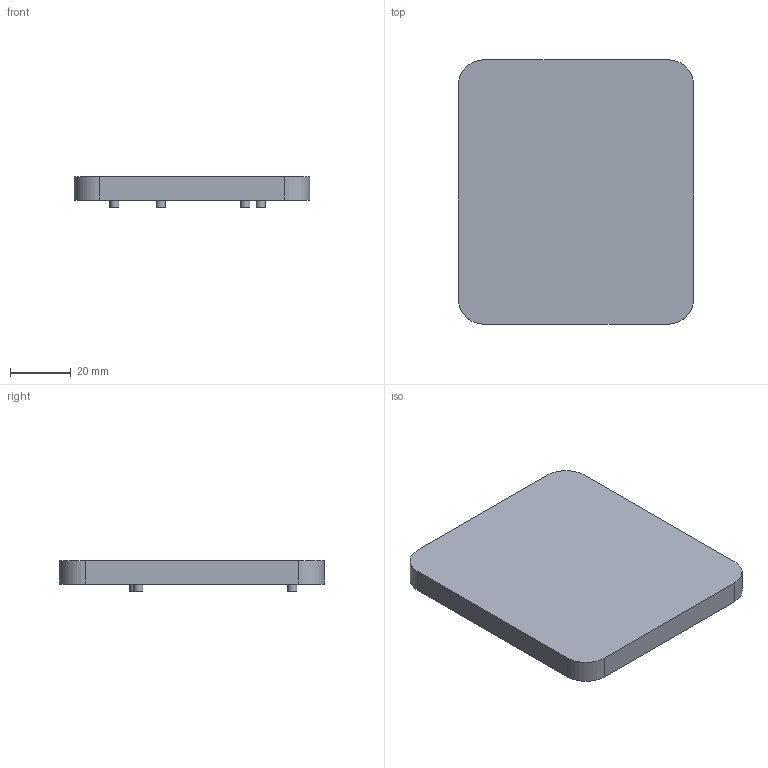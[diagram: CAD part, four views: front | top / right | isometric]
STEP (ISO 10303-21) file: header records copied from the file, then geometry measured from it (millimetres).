
FILE_DESCRIPTION(/* description */ (''),/* implementation_level */ '2;1');
FILE_NAME(/* name */ 'part1.stp',/* time_stamp */ '2025-06-01T09:56:37+07:00',/* author */ ('ia088'),/* organization */ (''),/* preprocessor_version */ 'ST-DEVELOPER v20',/* originating_system */ 'Autodesk Inventor 2025',/* authorisation */ '');
FILE_SCHEMA (('AUTOMOTIVE_DESIGN { 1 0 10303 214 3 1 1 }'));
Length unit declared in the file: millimetre
Products named in the file (1): part1
Bounding box: 77.8 x 87.2 x 10 mm (x, y, z)
Volume: 25086.7 mm3; surface area: 18961.8 mm2
Topology: 1 solids, 1 shells, 71 faces, 168 edges, 112 vertices
Faces by surface type: plane 47, cylinder 20, torus 4
Full cylindrical faces by diameter (mm): 2.975 x4
Entity records: 2097 total; most frequent: DIRECTION 364, CARTESIAN_POINT 352, ORIENTED_EDGE 336, EDGE_CURVE 168, AXIS2_PLACEMENT_3D 124, LINE 116, VECTOR 116, VERTEX_POINT 112
